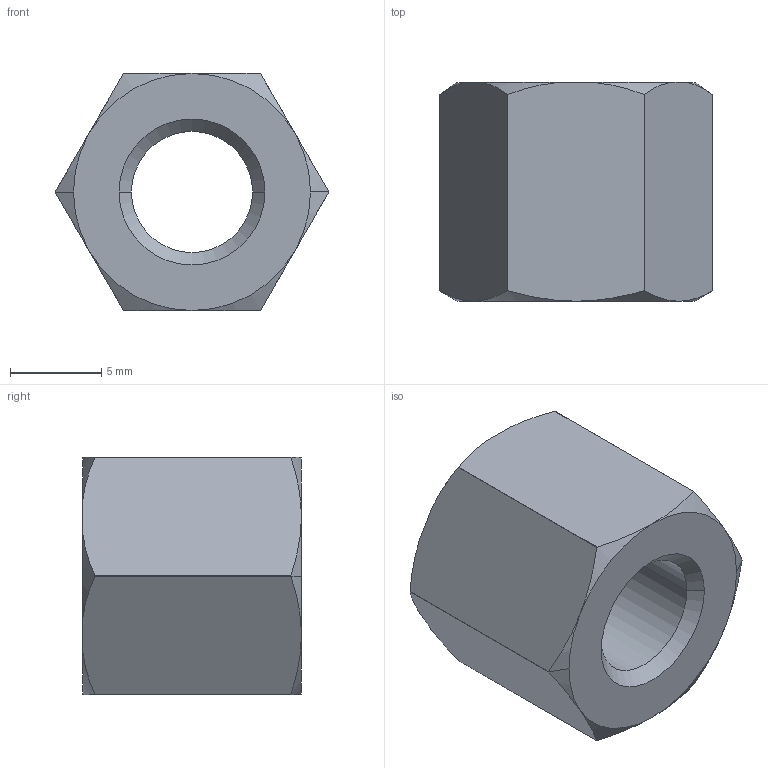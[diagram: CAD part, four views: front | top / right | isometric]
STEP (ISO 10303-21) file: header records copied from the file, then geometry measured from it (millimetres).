
FILE_DESCRIPTION(('STEP AP203'),'1');
FILE_NAME('23-205-8.stp','2014-04-28T15:29:59',('TraceParts'),('TraceParts S.A.'),'XStep 1.0',' ',' ');
FILE_SCHEMA(('CONFIG_CONTROL_DESIGN'));
Length unit declared in the file: millimetre
Products named in the file (1): 1
Bounding box: 15 x 12 x 13 mm (x, y, z)
Volume: 1325.1 mm3; surface area: 985.4 mm2
Topology: 1 solids, 1 shells, 36 faces, 90 edges, 56 vertices
Faces by surface type: cone 12, cylinder 10, plane 8, sphere 6
Entity records: 1124 total; most frequent: CARTESIAN_POINT 207, DIRECTION 202, ORIENTED_EDGE 180, EDGE_CURVE 90, AXIS2_PLACEMENT_3D 87, VERTEX_POINT 56, CIRCLE 50, EDGE_LOOP 38
